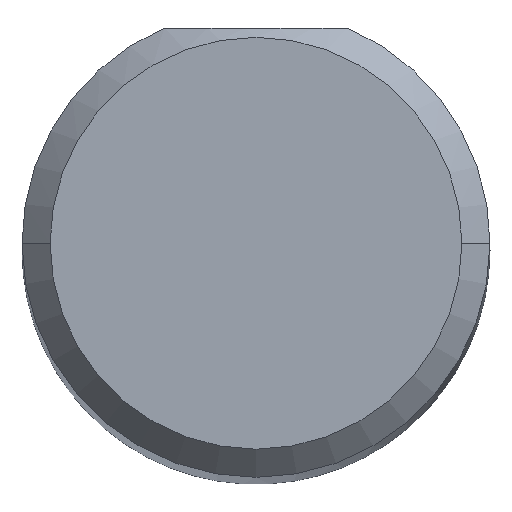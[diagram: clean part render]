
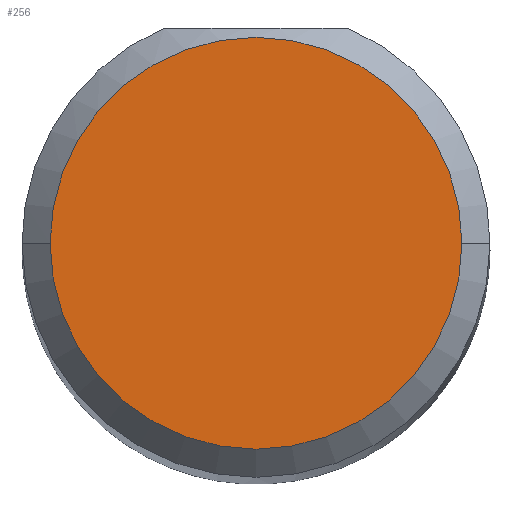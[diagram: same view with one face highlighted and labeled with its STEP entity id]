
A CAD part, top view. The second image highlights one B-rep face of the part: STEP entity #256.
In plain terms, the highlighted planar face has unit normal (0, 0, 1).
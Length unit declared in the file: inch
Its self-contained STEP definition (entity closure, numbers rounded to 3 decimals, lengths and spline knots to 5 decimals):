
#3 = CIRCLE ( 'NONE', #494, 0.11 ) ;
#28 = CARTESIAN_POINT ( 'NONE',  ( 0., 0., 2.5 ) ) ;
#30 = VERTEX_POINT ( 'NONE', #327 ) ;
#38 = VERTEX_POINT ( 'NONE', #202 ) ;
#46 = ORIENTED_EDGE ( 'NONE', *, *, #191, .T. ) ;
#55 = DIRECTION ( 'NONE',  ( 0., 0., 1. ) ) ;
#64 = EDGE_LOOP ( 'NONE', ( #46, #252 ) ) ;
#74 = DIRECTION ( 'NONE',  ( 1., 0., 0. ) ) ;
#135 = CARTESIAN_POINT ( 'NONE',  ( 0., 0., 2.5 ) ) ;
#138 = PLANE ( 'NONE',  #345 ) ;
#191 = EDGE_CURVE ( 'NONE', #30, #38, #360, .T. ) ;
#202 = CARTESIAN_POINT ( 'NONE',  ( 0.11, 0., 2.5 ) ) ;
#234 = AXIS2_PLACEMENT_3D ( 'NONE', #135, #55, #305 ) ;
#252 = ORIENTED_EDGE ( 'NONE', *, *, #430, .T. ) ;
#256 = ADVANCED_FACE ( 'NONE', ( #478 ), #138, .T. ) ;
#261 = DIRECTION ( 'NONE',  ( 1., 0., 0. ) ) ;
#305 = DIRECTION ( 'NONE',  ( 1., 0., 0. ) ) ;
#327 = CARTESIAN_POINT ( 'NONE',  ( -0.11, 0., 2.5 ) ) ;
#345 = AXIS2_PLACEMENT_3D ( 'NONE', #28, #425, #261 ) ;
#360 = CIRCLE ( 'NONE', #234, 0.11 ) ;
#425 = DIRECTION ( 'NONE',  ( 0., 0., 1. ) ) ;
#430 = EDGE_CURVE ( 'NONE', #38, #30, #3, .T. ) ;
#441 = CARTESIAN_POINT ( 'NONE',  ( 0., 0., 2.5 ) ) ;
#478 = FACE_OUTER_BOUND ( 'NONE', #64, .T. ) ;
#487 = DIRECTION ( 'NONE',  ( 0., 0., 1. ) ) ;
#494 = AXIS2_PLACEMENT_3D ( 'NONE', #441, #487, #74 ) ;
